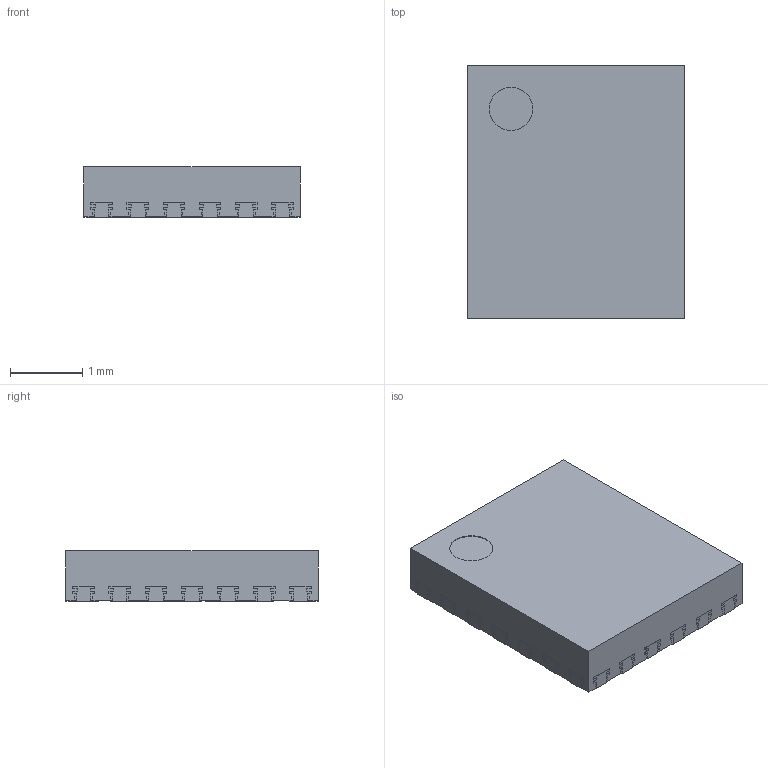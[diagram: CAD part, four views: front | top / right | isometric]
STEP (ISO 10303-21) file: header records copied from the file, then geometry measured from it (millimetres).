
FILE_DESCRIPTION(/* description */ (''),/* implementation_level */ '2;1');
FILE_NAME(/* name */ 'TI - RZR0016A.step',/* time_stamp */ '2024-11-08T18:59:07Z',/* author */ (''),/* organization */ (''),/* preprocessor_version */ 'ST-DEVELOPER v20',/* originating_system */ 'Autodesk Translation Framework v13.20.0.188',/* authorisation */ '');
FILE_SCHEMA (('AUTOMOTIVE_DESIGN { 1 0 10303 214 3 1 1 }'));
Length unit declared in the file: millimetre
Products named in the file (2): RZR0016A_ASM; Component3
Assembly tree (1 placements, depth 2):
  RZR0016A_ASM
    Component3
Bounding box: 3 x 3.5 x 0.7 mm (x, y, z)
Volume: 7.3 mm3; surface area: 30.4 mm2
Topology: 1 solids, 1 shells, 931 faces, 2729 edges, 1802 vertices
Faces by surface type: plane 793, cylinder 138
Full cylindrical faces by diameter (mm): 0.6 x1
Entity records: 30535 total; most frequent: CARTESIAN_POINT 5465, ORIENTED_EDGE 5458, DIRECTION 4873, EDGE_CURVE 2729, LINE 2453, VECTOR 2453, VERTEX_POINT 1802, AXIS2_PLACEMENT_3D 1210
